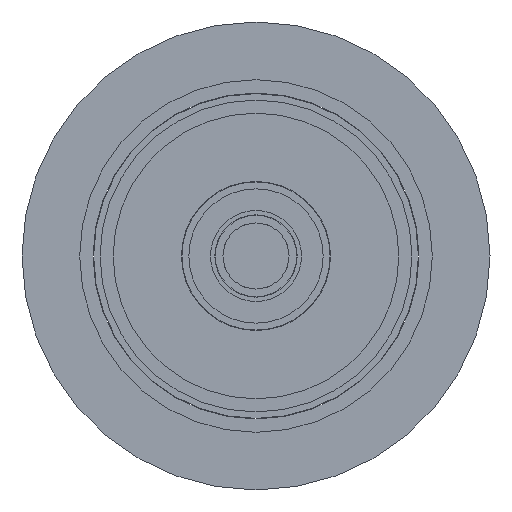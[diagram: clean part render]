
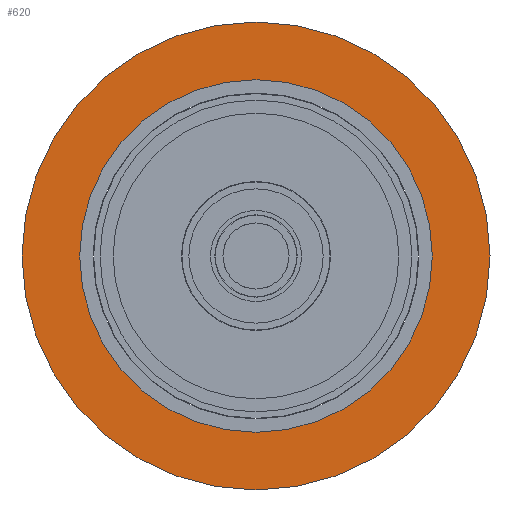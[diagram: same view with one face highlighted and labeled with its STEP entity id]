
A CAD part, left-side view. The second image highlights one B-rep face of the part: STEP entity #620.
In plain terms, the highlighted planar face has unit normal (-1, 0, 0).
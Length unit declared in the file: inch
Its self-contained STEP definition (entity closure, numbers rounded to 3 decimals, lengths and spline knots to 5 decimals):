
#578 = EDGE_CURVE ( 'NONE', #605, #579, #2744, .T. ) ;
#579 = VERTEX_POINT ( 'NONE', #2801 ) ;
#605 = VERTEX_POINT ( 'NONE', #2822 ) ;
#620 = ADVANCED_FACE ( 'NONE', ( #2864, #2863 ), #2862, .T. ) ;
#621 = EDGE_LOOP ( 'NONE', ( #622, #624 ) ) ;
#622 = ORIENTED_EDGE ( 'NONE', *, *, #623, .F. ) ;
#623 = EDGE_CURVE ( 'NONE', #579, #605, #2856, .T. ) ;
#624 = ORIENTED_EDGE ( 'NONE', *, *, #578, .F. ) ;
#625 = EDGE_LOOP ( 'NONE', ( #678, #679 ) ) ;
#647 = EDGE_CURVE ( 'NONE', #648, #649, #2929, .T. ) ;
#648 = VERTEX_POINT ( 'NONE', #2924 ) ;
#649 = VERTEX_POINT ( 'NONE', #2923 ) ;
#678 = ORIENTED_EDGE ( 'NONE', *, *, #647, .F. ) ;
#679 = ORIENTED_EDGE ( 'NONE', *, *, #680, .F. ) ;
#680 = EDGE_CURVE ( 'NONE', #649, #648, #2954, .T. ) ;
#2744 = CIRCLE ( 'NONE', #2805, 0.81375 ) ;
#2801 = CARTESIAN_POINT ( 'NONE',  ( 0., 0., 0.81375 ) ) ;
#2802 = DIRECTION ( 'NONE',  ( 0., 0., 1. ) ) ;
#2803 = DIRECTION ( 'NONE',  ( -1., 0., 0. ) ) ;
#2804 = CARTESIAN_POINT ( 'NONE',  ( 0., 0., 0. ) ) ;
#2805 = AXIS2_PLACEMENT_3D ( 'NONE', #2804, #2803, #2802 ) ;
#2822 = CARTESIAN_POINT ( 'NONE',  ( 0., 0., -0.81375 ) ) ;
#2853 = DIRECTION ( 'NONE',  ( 0., 0., 1. ) ) ;
#2854 = DIRECTION ( 'NONE',  ( -1., 0., 0. ) ) ;
#2855 = AXIS2_PLACEMENT_3D ( 'NONE', #2860, #2854, #2853 ) ;
#2856 = CIRCLE ( 'NONE', #2855, 0.81375 ) ;
#2857 = DIRECTION ( 'NONE',  ( 0., 0., 1. ) ) ;
#2858 = DIRECTION ( 'NONE',  ( -1., 0., 0. ) ) ;
#2859 = AXIS2_PLACEMENT_3D ( 'NONE', #2861, #2858, #2857 ) ;
#2860 = CARTESIAN_POINT ( 'NONE',  ( 0., 0., 0. ) ) ;
#2861 = CARTESIAN_POINT ( 'NONE',  ( 0., 0., 0. ) ) ;
#2862 = PLANE ( 'NONE',  #2859 ) ;
#2863 = FACE_OUTER_BOUND ( 'NONE', #625, .T. ) ;
#2864 = FACE_BOUND ( 'NONE', #621, .T. ) ;
#2923 = CARTESIAN_POINT ( 'NONE',  ( 0., 0., 1.08 ) ) ;
#2924 = CARTESIAN_POINT ( 'NONE',  ( 0., 0., -1.08 ) ) ;
#2925 = DIRECTION ( 'NONE',  ( 0., 0., -1. ) ) ;
#2926 = DIRECTION ( 'NONE',  ( 1., 0., 0. ) ) ;
#2927 = CARTESIAN_POINT ( 'NONE',  ( 0., 0., 0. ) ) ;
#2928 = AXIS2_PLACEMENT_3D ( 'NONE', #2927, #2926, #2925 ) ;
#2929 = CIRCLE ( 'NONE', #2928, 1.08 ) ;
#2951 = DIRECTION ( 'NONE',  ( 0., 0., -1. ) ) ;
#2952 = DIRECTION ( 'NONE',  ( 1., 0., 0. ) ) ;
#2953 = AXIS2_PLACEMENT_3D ( 'NONE', #2958, #2952, #2951 ) ;
#2954 = CIRCLE ( 'NONE', #2953, 1.08 ) ;
#2958 = CARTESIAN_POINT ( 'NONE',  ( 0., 0., 0. ) ) ;
